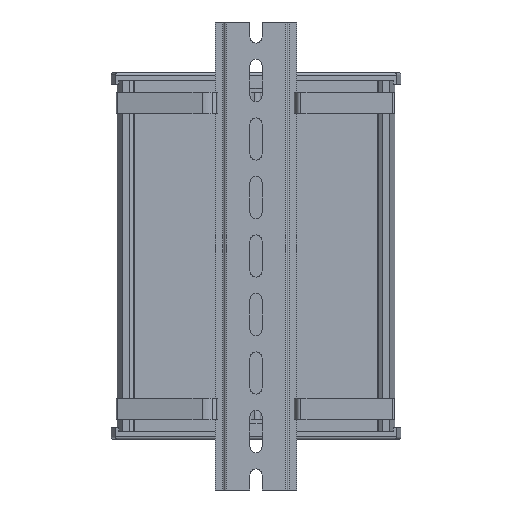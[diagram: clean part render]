
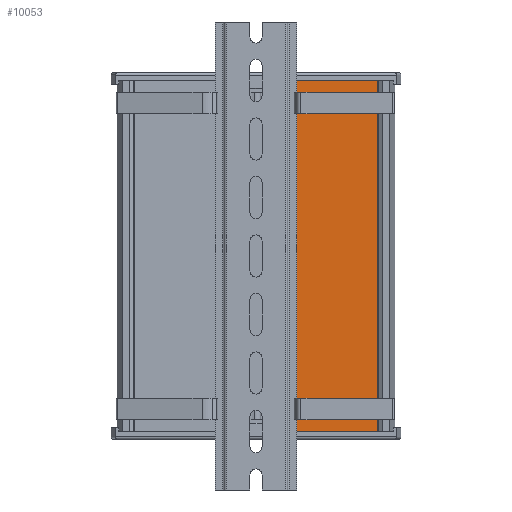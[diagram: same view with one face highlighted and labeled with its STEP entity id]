
A CAD part, front view. The second image highlights one B-rep face of the part: STEP entity #10053.
In plain terms, the highlighted planar face has unit normal (0, -1, 0).
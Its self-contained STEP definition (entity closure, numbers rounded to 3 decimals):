
#963 = VERTEX_POINT ( 'NONE', #22081 ) ;
#1482 = LINE ( 'NONE', #24567, #14077 ) ;
#1490 = EDGE_CURVE ( 'NONE', #24461, #14979, #1482, .T. ) ;
#1555 = CARTESIAN_POINT ( 'NONE',  ( 6.025, -1.653, 0. ) ) ;
#1994 = AXIS2_PLACEMENT_3D ( 'NONE', #15780, #11464, #24287 ) ;
#2470 = DIRECTION ( 'NONE',  ( 1., 0., 0. ) ) ;
#2750 = DIRECTION ( 'NONE',  ( 0., 0., 1. ) ) ;
#3372 = CARTESIAN_POINT ( 'NONE',  ( 51.609, -1.653, -150. ) ) ;
#3766 = ORIENTED_EDGE ( 'NONE', *, *, #9416, .F. ) ;
#4174 = ORIENTED_EDGE ( 'NONE', *, *, #20158, .F. ) ;
#5749 = EDGE_LOOP ( 'NONE', ( #3766, #4174, #19978, #5920 ) ) ;
#5920 = ORIENTED_EDGE ( 'NONE', *, *, #1490, .T. ) ;
#6095 = LINE ( 'NONE', #1555, #23057 ) ;
#7103 = CARTESIAN_POINT ( 'NONE',  ( 6.025, -1.653, -150. ) ) ;
#8005 = LINE ( 'NONE', #13149, #10720 ) ;
#9416 = EDGE_CURVE ( 'NONE', #963, #14979, #6095, .T. ) ;
#10053 = ADVANCED_FACE ( 'NONE', ( #13823 ), #18045, .T. ) ;
#10720 = VECTOR ( 'NONE', #2470, 1000. ) ;
#11464 = DIRECTION ( 'NONE',  ( 0., -1., 0. ) ) ;
#11682 = LINE ( 'NONE', #7103, #26277 ) ;
#13149 = CARTESIAN_POINT ( 'NONE',  ( 6.025, -1.653, -150. ) ) ;
#13823 = FACE_OUTER_BOUND ( 'NONE', #5749, .T. ) ;
#14077 = VECTOR ( 'NONE', #2750, 1000. ) ;
#14667 = DIRECTION ( 'NONE',  ( 1., 0., 0. ) ) ;
#14979 = VERTEX_POINT ( 'NONE', #15070 ) ;
#15070 = CARTESIAN_POINT ( 'NONE',  ( 51.609, -1.653, 0. ) ) ;
#15780 = CARTESIAN_POINT ( 'NONE',  ( 6.025, -1.653, -150. ) ) ;
#18045 = PLANE ( 'NONE',  #1994 ) ;
#18305 = CARTESIAN_POINT ( 'NONE',  ( 6.025, -1.653, -150. ) ) ;
#19583 = EDGE_CURVE ( 'NONE', #22897, #24461, #8005, .T. ) ;
#19978 = ORIENTED_EDGE ( 'NONE', *, *, #19583, .T. ) ;
#20158 = EDGE_CURVE ( 'NONE', #22897, #963, #11682, .T. ) ;
#22081 = CARTESIAN_POINT ( 'NONE',  ( 6.025, -1.653, 0. ) ) ;
#22897 = VERTEX_POINT ( 'NONE', #18305 ) ;
#23057 = VECTOR ( 'NONE', #14667, 1000. ) ;
#24287 = DIRECTION ( 'NONE',  ( 0., 0., -1. ) ) ;
#24461 = VERTEX_POINT ( 'NONE', #3372 ) ;
#24567 = CARTESIAN_POINT ( 'NONE',  ( 51.609, -1.653, -150. ) ) ;
#26277 = VECTOR ( 'NONE', #26762, 1000. ) ;
#26762 = DIRECTION ( 'NONE',  ( 0., 0., 1. ) ) ;
